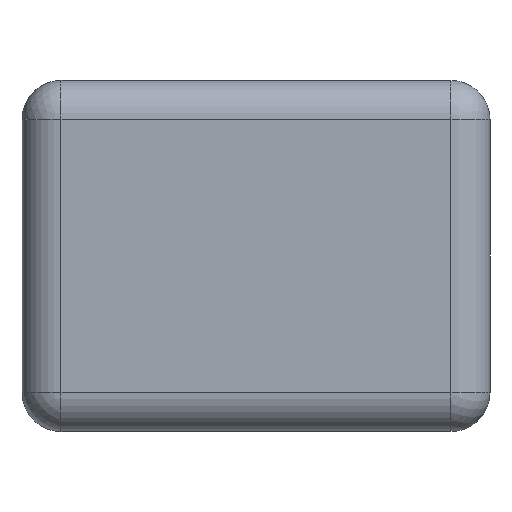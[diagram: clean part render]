
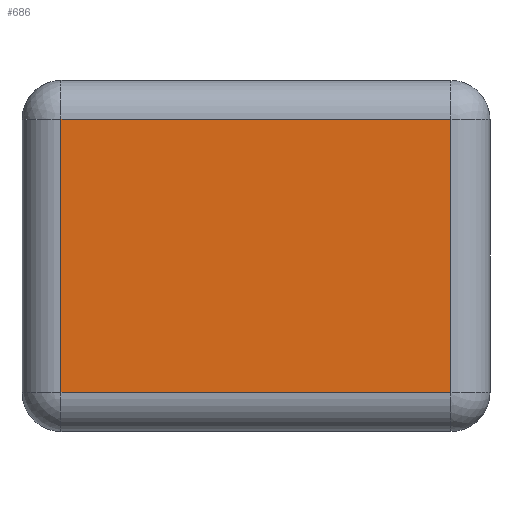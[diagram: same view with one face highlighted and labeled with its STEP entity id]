
A CAD part, left-side view. The second image highlights one B-rep face of the part: STEP entity #686.
In plain terms, the highlighted planar face has unit normal (-1, 0, 0).
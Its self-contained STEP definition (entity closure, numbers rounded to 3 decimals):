
#40=PLANE('',#787);
#78=FACE_OUTER_BOUND('',#124,.T.);
#124=EDGE_LOOP('',(#525,#526,#527,#528));
#156=LINE('',#1107,#212);
#166=LINE('',#1140,#222);
#167=LINE('',#1143,#223);
#172=LINE('',#1160,#228);
#212=VECTOR('',#868,10.);
#222=VECTOR('',#902,10.);
#223=VECTOR('',#907,10.);
#228=VECTOR('',#932,10.);
#309=VERTEX_POINT('',#1099);
#311=VERTEX_POINT('',#1105);
#320=VERTEX_POINT('',#1128);
#322=VERTEX_POINT('',#1139);
#369=EDGE_CURVE('',#311,#309,#156,.T.);
#385=EDGE_CURVE('',#320,#322,#166,.T.);
#387=EDGE_CURVE('',#309,#320,#167,.T.);
#396=EDGE_CURVE('',#322,#311,#172,.T.);
#525=ORIENTED_EDGE('',*,*,#387,.F.);
#526=ORIENTED_EDGE('',*,*,#369,.F.);
#527=ORIENTED_EDGE('',*,*,#396,.F.);
#528=ORIENTED_EDGE('',*,*,#385,.F.);
#686=ADVANCED_FACE('',(#78),#40,.T.);
#787=AXIS2_PLACEMENT_3D('',#1162,#935,#936);
#868=DIRECTION('',(0.,0.,-1.));
#902=DIRECTION('',(0.,0.,1.));
#907=DIRECTION('',(0.,1.,0.));
#932=DIRECTION('',(0.,-1.,0.));
#935=DIRECTION('center_axis',(-1.,0.,0.));
#936=DIRECTION('ref_axis',(0.,-1.,0.));
#1099=CARTESIAN_POINT('',(-0.5,0.1,0.1));
#1105=CARTESIAN_POINT('',(-0.5,0.1,0.8));
#1107=CARTESIAN_POINT('',(-0.5,0.1,0.));
#1128=CARTESIAN_POINT('',(-0.5,1.1,0.1));
#1139=CARTESIAN_POINT('',(-0.5,1.1,0.8));
#1140=CARTESIAN_POINT('',(-0.5,1.1,0.));
#1143=CARTESIAN_POINT('',(-0.5,0.9,0.1));
#1160=CARTESIAN_POINT('',(-0.5,0.9,0.8));
#1162=CARTESIAN_POINT('Origin',(-0.5,1.2,0.));
